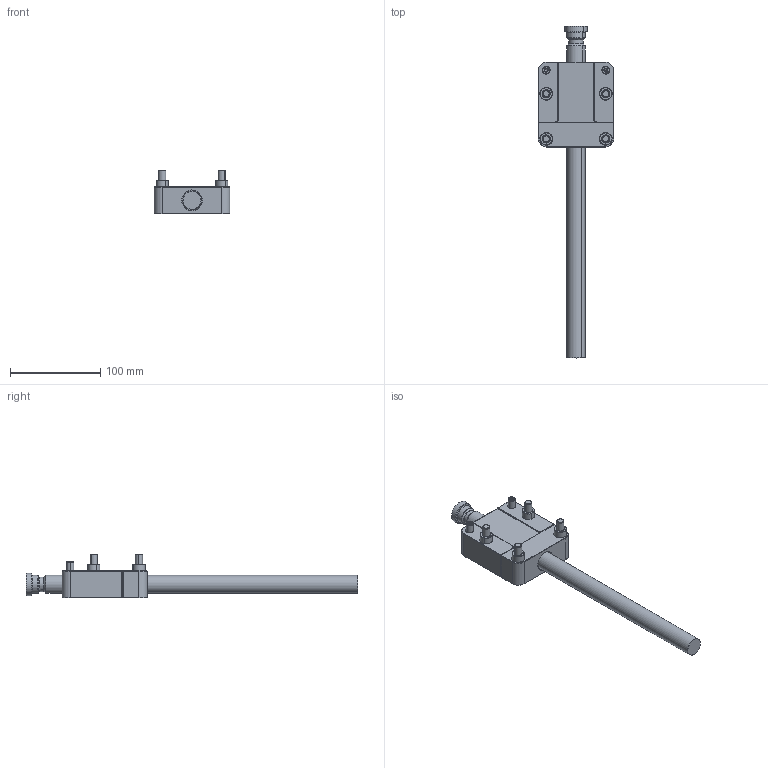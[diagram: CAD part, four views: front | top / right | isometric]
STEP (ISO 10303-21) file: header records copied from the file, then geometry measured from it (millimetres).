
FILE_DESCRIPTION (( 'STEP AP214' ), '1' );
FILE_NAME ('EY200800.STEP', '2023-12-14T11:25:13', ( '' ), ( '' ), 'SwSTEP 2.0', 'SolidWorks 2021', '' );
FILE_SCHEMA (( 'AUTOMOTIVE_DESIGN' ));
Length unit declared in the file: millimetre
Products named in the file (13): 3IMAN3x2; EY200800-F; ZBS025; EX200800-E; 1DIN9121050_DIN 912 M10 x 50 --- 50C; EY200800-C; 1DIN912840_DIN 912 M8 x 40 --- 40C; EY200800-A; 1PCR7979820_ISO 8735-6x20-A-St; EY200800; 3CASQ-EY20; EX200800-H; EY200800-B
Assembly tree (21 placements, depth 2):
  EY200800
    EY200800-A
    EY200800-B
    EY200800-C
    EX200800-E
    EY200800-F  x2
    EX200800-H
    ZBS025  x4
    1DIN912840_DIN 912 M8 x 40 --- 40C  x4
    1DIN9121050_DIN 912 M10 x 50 --- 50C
    1PCR7979820_ISO 8735-6x20-A-St  x2
    3IMAN3x2  x2
    3CASQ-EY20
Bounding box: 84 x 367.5 x 48.5 mm (x, y, z)
Volume: 318250.9 mm3; surface area: 96489.5 mm2
Topology: 25 solids, 25 shells, 680 faces, 1485 edges, 868 vertices
Faces by surface type: plane 252, cone 178, cylinder 162, torus 84, sphere 4
Entity records: 13681 total; most frequent: CARTESIAN_POINT 2464, DIRECTION 2370, ORIENTED_EDGE 2052, EDGE_CURVE 1026, AXIS2_PLACEMENT_3D 907, VERTEX_POINT 607, LINE 556, VECTOR 556
